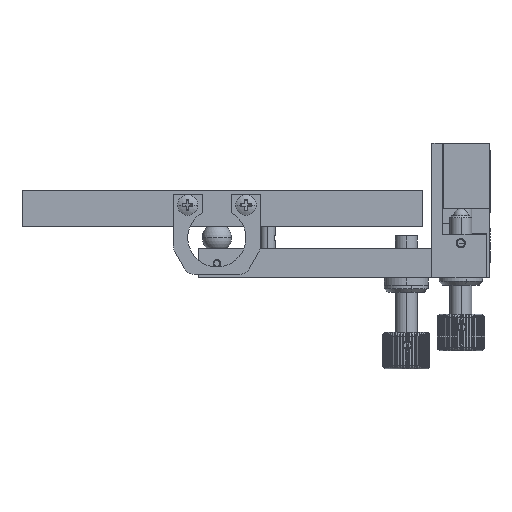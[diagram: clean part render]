
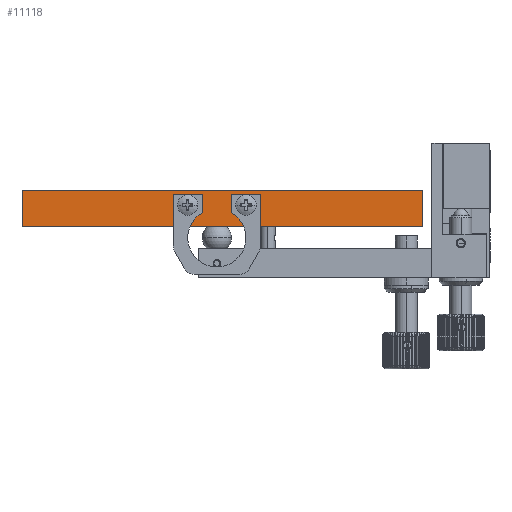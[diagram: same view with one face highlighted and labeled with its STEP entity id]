
A CAD part, left-side view. The second image highlights one B-rep face of the part: STEP entity #11118.
In plain terms, the highlighted planar face has unit normal (-1, 0, 0).
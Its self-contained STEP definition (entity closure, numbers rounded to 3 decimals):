
#56 = AXIS2_PLACEMENT_3D ( 'NONE', #7037, #9321, #24197 ) ;
#466 = ORIENTED_EDGE ( 'NONE', *, *, #1905, .F. ) ;
#715 = CARTESIAN_POINT ( 'NONE',  ( -55., -56.5, 5. ) ) ;
#1507 = EDGE_CURVE ( 'NONE', #3802, #17154, #18145, .T. ) ;
#1693 = CARTESIAN_POINT ( 'NONE',  ( -55., -56.5, 5. ) ) ;
#1905 = EDGE_CURVE ( 'NONE', #23396, #27254, #10818, .T. ) ;
#1918 = CARTESIAN_POINT ( 'NONE',  ( -55., 53.5, 5. ) ) ;
#2155 = EDGE_CURVE ( 'NONE', #17154, #9928, #4288, .T. ) ;
#2221 = CARTESIAN_POINT ( 'NONE',  ( -55., -8., 2.25 ) ) ;
#2818 = EDGE_CURVE ( 'NONE', #3802, #6143, #15322, .T. ) ;
#3572 = CARTESIAN_POINT ( 'NONE',  ( -55., 53.5, -5. ) ) ;
#3689 = FACE_OUTER_BOUND ( 'NONE', #23476, .T. ) ;
#3802 = VERTEX_POINT ( 'NONE', #12371 ) ;
#4288 = LINE ( 'NONE', #27537, #5599 ) ;
#4448 = CIRCLE ( 'NONE', #26025, 1.25 ) ;
#4882 = VERTEX_POINT ( 'NONE', #14837 ) ;
#5066 = CARTESIAN_POINT ( 'NONE',  ( -55., -56.5, 5. ) ) ;
#5244 = ORIENTED_EDGE ( 'NONE', *, *, #21620, .F. ) ;
#5599 = VECTOR ( 'NONE', #14459, 1000. ) ;
#6143 = VERTEX_POINT ( 'NONE', #1693 ) ;
#6437 = VECTOR ( 'NONE', #17014, 1000. ) ;
#6467 = ORIENTED_EDGE ( 'NONE', *, *, #1507, .T. ) ;
#7037 = CARTESIAN_POINT ( 'NONE',  ( -55., -8., 1. ) ) ;
#7977 = EDGE_CURVE ( 'NONE', #27254, #23396, #19205, .T. ) ;
#7993 = FACE_BOUND ( 'NONE', #25983, .T. ) ;
#8083 = ORIENTED_EDGE ( 'NONE', *, *, #18111, .F. ) ;
#8261 = VECTOR ( 'NONE', #9103, 1000. ) ;
#9103 = DIRECTION ( 'NONE',  ( 0., 0., -1. ) ) ;
#9321 = DIRECTION ( 'NONE',  ( -1., 0., 0. ) ) ;
#9350 = FACE_BOUND ( 'NONE', #17319, .T. ) ;
#9604 = CIRCLE ( 'NONE', #15681, 1.25 ) ;
#9818 = AXIS2_PLACEMENT_3D ( 'NONE', #23310, #14958, #16994 ) ;
#9928 = VERTEX_POINT ( 'NONE', #10905 ) ;
#9997 = VERTEX_POINT ( 'NONE', #12993 ) ;
#10007 = CARTESIAN_POINT ( 'NONE',  ( -55., -8., -0.25 ) ) ;
#10309 = VECTOR ( 'NONE', #26250, 1000. ) ;
#10818 = CIRCLE ( 'NONE', #9818, 1.25 ) ;
#10905 = CARTESIAN_POINT ( 'NONE',  ( -55., -56.5, -5. ) ) ;
#11118 = ADVANCED_FACE ( 'NONE', ( #9350, #7993, #3689 ), #24305, .F. ) ;
#11493 = DIRECTION ( 'NONE',  ( 0., 1., 0. ) ) ;
#12224 = ORIENTED_EDGE ( 'NONE', *, *, #2818, .F. ) ;
#12371 = CARTESIAN_POINT ( 'NONE',  ( -55., 53.5, 5. ) ) ;
#12993 = CARTESIAN_POINT ( 'NONE',  ( -55., 8., -0.25 ) ) ;
#14459 = DIRECTION ( 'NONE',  ( 0., -1., 0. ) ) ;
#14837 = CARTESIAN_POINT ( 'NONE',  ( -55., 8., 2.25 ) ) ;
#14958 = DIRECTION ( 'NONE',  ( -1., 0., 0. ) ) ;
#15322 = LINE ( 'NONE', #17803, #10309 ) ;
#15515 = DIRECTION ( 'NONE',  ( 1., 0., 0. ) ) ;
#15681 = AXIS2_PLACEMENT_3D ( 'NONE', #15762, #24297, #26618 ) ;
#15762 = CARTESIAN_POINT ( 'NONE',  ( -55., 8., 1. ) ) ;
#16994 = DIRECTION ( 'NONE',  ( 0., 0., 1. ) ) ;
#17014 = DIRECTION ( 'NONE',  ( 0., 0., -1. ) ) ;
#17154 = VERTEX_POINT ( 'NONE', #3572 ) ;
#17319 = EDGE_LOOP ( 'NONE', ( #5244, #24822 ) ) ;
#17630 = EDGE_CURVE ( 'NONE', #9997, #4882, #9604, .T. ) ;
#17803 = CARTESIAN_POINT ( 'NONE',  ( -55., -56.5, 5. ) ) ;
#17927 = LINE ( 'NONE', #5066, #8261 ) ;
#18111 = EDGE_CURVE ( 'NONE', #6143, #9928, #17927, .T. ) ;
#18145 = LINE ( 'NONE', #1918, #6437 ) ;
#18414 = ORIENTED_EDGE ( 'NONE', *, *, #2155, .T. ) ;
#19205 = CIRCLE ( 'NONE', #56, 1.25 ) ;
#21301 = AXIS2_PLACEMENT_3D ( 'NONE', #715, #15515, #11493 ) ;
#21467 = CARTESIAN_POINT ( 'NONE',  ( -55., 8., 1. ) ) ;
#21620 = EDGE_CURVE ( 'NONE', #4882, #9997, #4448, .T. ) ;
#23310 = CARTESIAN_POINT ( 'NONE',  ( -55., -8., 1. ) ) ;
#23396 = VERTEX_POINT ( 'NONE', #10007 ) ;
#23476 = EDGE_LOOP ( 'NONE', ( #18414, #8083, #12224, #6467 ) ) ;
#24197 = DIRECTION ( 'NONE',  ( 0., 0., 1. ) ) ;
#24297 = DIRECTION ( 'NONE',  ( -1., 0., 0. ) ) ;
#24305 = PLANE ( 'NONE',  #21301 ) ;
#24822 = ORIENTED_EDGE ( 'NONE', *, *, #17630, .F. ) ;
#24897 = ORIENTED_EDGE ( 'NONE', *, *, #7977, .F. ) ;
#25532 = DIRECTION ( 'NONE',  ( 0., 0., 1. ) ) ;
#25617 = DIRECTION ( 'NONE',  ( -1., 0., 0. ) ) ;
#25983 = EDGE_LOOP ( 'NONE', ( #24897, #466 ) ) ;
#26025 = AXIS2_PLACEMENT_3D ( 'NONE', #21467, #25617, #25532 ) ;
#26250 = DIRECTION ( 'NONE',  ( 0., -1., 0. ) ) ;
#26618 = DIRECTION ( 'NONE',  ( 0., 0., 1. ) ) ;
#27254 = VERTEX_POINT ( 'NONE', #2221 ) ;
#27537 = CARTESIAN_POINT ( 'NONE',  ( -55., -56.5, -5. ) ) ;
